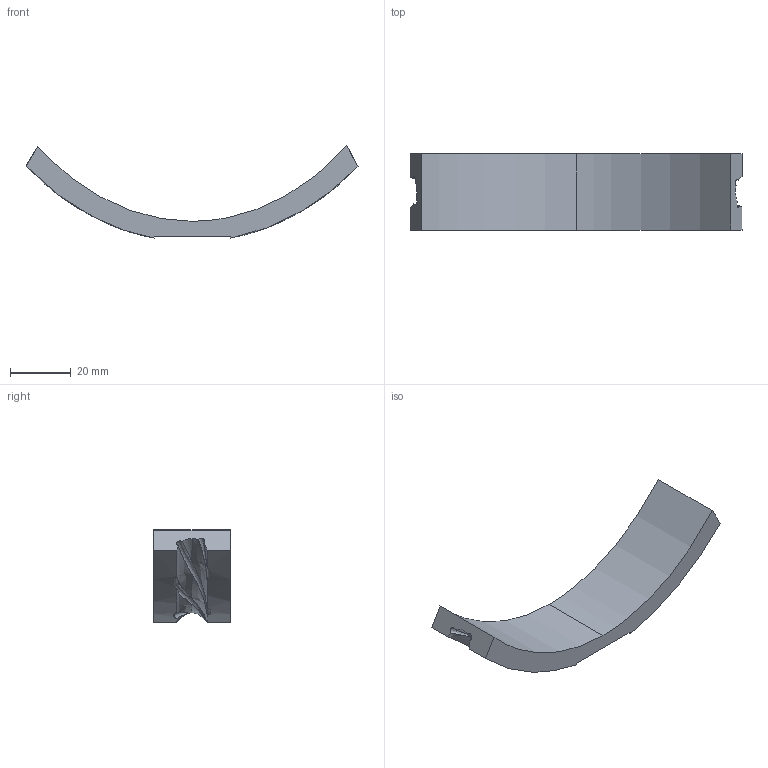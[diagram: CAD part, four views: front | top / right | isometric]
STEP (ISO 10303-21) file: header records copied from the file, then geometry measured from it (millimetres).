
FILE_DESCRIPTION (( 'STEP AP214' ), '1' );
FILE_NAME ('Top Holder With Path Elliptical Quadruple Twist Toroid 3D Print.STEP', '2025-07-24T13:41:27', ( '' ), ( '' ), 'SwSTEP 2.0', 'SolidWorks 2024', '' );
FILE_SCHEMA (( 'AUTOMOTIVE_DESIGN' ));
Length unit declared in the file: millimetre
Products named in the file (1): Top Holder With Path Elliptical Quadruple Twist Toroid 3D Print
Bounding box: 108.94 x 25 x 30.31 mm (x, y, z)
Volume: 16015.5 mm3; surface area: 8636.9 mm2
Topology: 1 solids, 1 shells, 48 faces, 138 edges, 92 vertices
Faces by surface type: bspline 38, plane 10
Entity records: 21346 total; most frequent: CARTESIAN_POINT 20448, ORIENTED_EDGE 276, EDGE_CURVE 138, B_SPLINE_CURVE_WITH_KNOTS 103, VERTEX_POINT 92, EDGE_LOOP 48, FACE_OUTER_BOUND 48, ADVANCED_FACE 48
